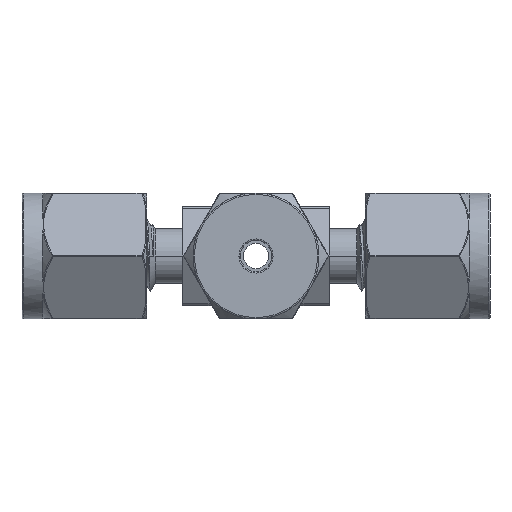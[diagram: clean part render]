
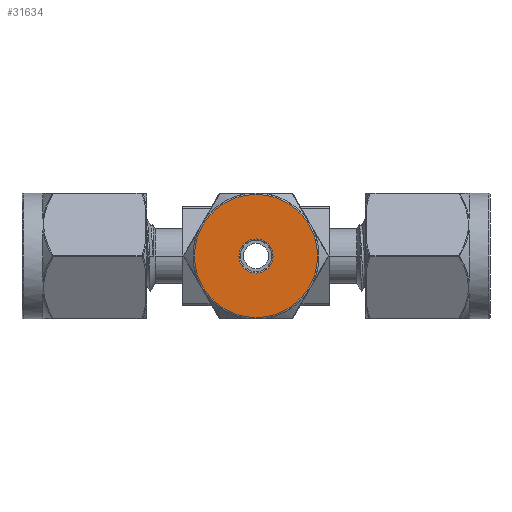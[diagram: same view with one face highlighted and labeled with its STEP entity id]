
A CAD part, front view. The second image highlights one B-rep face of the part: STEP entity #31634.
In plain terms, the highlighted face is planar.
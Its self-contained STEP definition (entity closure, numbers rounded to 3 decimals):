
#28535=CARTESIAN_POINT('',(0.,0.,0.));
#28536=DIRECTION('',(-1.,0.,0.));
#28537=DIRECTION('',(0.,1.,0.));
#28538=AXIS2_PLACEMENT_3D('',#28535,#28536,#28537);
#28540=CARTESIAN_POINT('',(0.,0.,0.));
#28541=DIRECTION('',(-1.,0.,0.));
#28542=DIRECTION('',(0.,-1.,0.));
#28543=AXIS2_PLACEMENT_3D('',#28540,#28541,#28542);
#28545=CARTESIAN_POINT('',(0.,0.,0.));
#28546=DIRECTION('',(1.,0.,0.));
#28547=DIRECTION('',(0.,0.,-1.));
#28548=AXIS2_PLACEMENT_3D('',#28545,#28546,#28547);
#28550=CARTESIAN_POINT('',(0.,0.,0.));
#28551=DIRECTION('',(1.,0.,0.));
#28552=DIRECTION('',(0.,0.,1.));
#28553=AXIS2_PLACEMENT_3D('',#28550,#28551,#28552);
#31446=CARTESIAN_POINT('',(0.,1.625,0.));
#31447=CARTESIAN_POINT('',(0.,-1.625,0.));
#31448=VERTEX_POINT('',#31446);
#31449=VERTEX_POINT('',#31447);
#31606=CARTESIAN_POINT('',(0.,0.,-5.875));
#31607=CARTESIAN_POINT('',(0.,0.,5.875));
#31608=VERTEX_POINT('',#31606);
#31609=VERTEX_POINT('',#31607);
#31617=CARTESIAN_POINT('',(0.,0.,0.));
#31618=DIRECTION('',(1.,0.,0.));
#31619=DIRECTION('',(0.,-1.,0.));
#31620=AXIS2_PLACEMENT_3D('',#31617,#31618,#31619);
#31621=PLANE('',#31620);
#31623=ORIENTED_EDGE('',*,*,#31622,.F.);
#31625=ORIENTED_EDGE('',*,*,#31624,.F.);
#31626=EDGE_LOOP('',(#31623,#31625));
#31627=FACE_OUTER_BOUND('',#31626,.F.);
#31629=ORIENTED_EDGE('',*,*,#31628,.F.);
#31631=ORIENTED_EDGE('',*,*,#31630,.F.);
#31632=EDGE_LOOP('',(#31629,#31631));
#31633=FACE_BOUND('',#31632,.F.);
#28539=CIRCLE('',#28538,1.625);
#28544=CIRCLE('',#28543,1.625);
#28549=CIRCLE('',#28548,5.875);
#28554=CIRCLE('',#28553,5.875);
#31622=EDGE_CURVE('',#31608,#31609,#28549,.T.);
#31624=EDGE_CURVE('',#31609,#31608,#28554,.T.);
#31628=EDGE_CURVE('',#31448,#31449,#28539,.T.);
#31630=EDGE_CURVE('',#31449,#31448,#28544,.T.);
#31634=ADVANCED_FACE('',(#31627,#31633),#31621,.T.);
